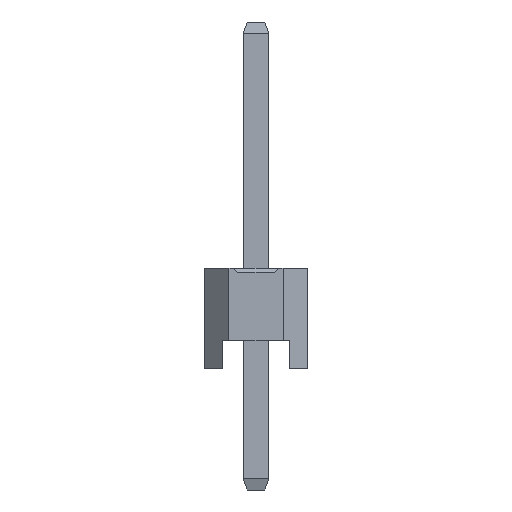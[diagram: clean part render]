
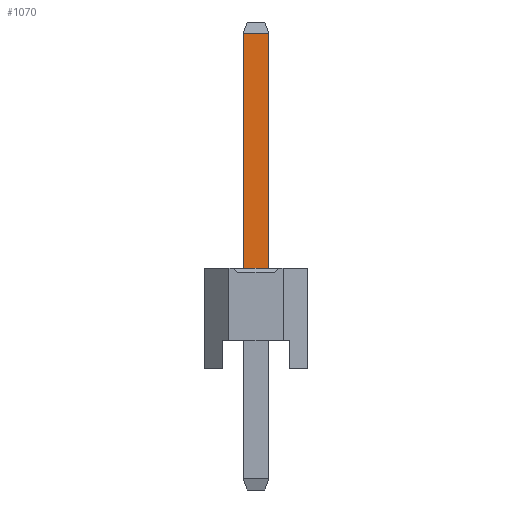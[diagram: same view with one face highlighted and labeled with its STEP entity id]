
A CAD part, left-side view. The second image highlights one B-rep face of the part: STEP entity #1070.
In plain terms, the highlighted planar face has unit normal (-1, 0, 0).
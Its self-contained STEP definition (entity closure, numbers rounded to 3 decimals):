
#1070=ADVANCED_FACE('',(#2723),#2725,.T.);
#2723=FACE_BOUND('',#2724,.T.);
#2724=EDGE_LOOP('',(#4019,#4020,#4021,#4022));
#2725=PLANE('',#2726);
#2726=AXIS2_PLACEMENT_3D('',#2727,#2728,#2729);
#2727=CARTESIAN_POINT('',(-0.32,0.32,-3.));
#2728=DIRECTION('',(-1.,0.,0.));
#2729=DIRECTION('',(0.,-1.,0.));
#4019=ORIENTED_EDGE('',*,*,#4776,.F.);
#4020=ORIENTED_EDGE('',*,*,#4771,.F.);
#4021=ORIENTED_EDGE('',*,*,#4526,.T.);
#4022=ORIENTED_EDGE('',*,*,#4775,.T.);
#4526=EDGE_CURVE('',#5170,#5174,#5176,.T.);
#4771=EDGE_CURVE('',#5170,#5540,#5543,.T.);
#4775=EDGE_CURVE('',#5174,#5547,#5549,.T.);
#4776=EDGE_CURVE('',#5540,#5547,#5550,.T.);
#5170=VERTEX_POINT('',#6276);
#5174=VERTEX_POINT('',#6284);
#5176=LINE('',#6288,#6289);
#5540=VERTEX_POINT('',#7138);
#5543=LINE('',#7145,#7146);
#5547=VERTEX_POINT('',#7155);
#5549=LINE('',#7159,#7160);
#5550=LINE('',#7162,#7163);
#6276=CARTESIAN_POINT('',(-0.32,0.32,2.5));
#6284=CARTESIAN_POINT('',(-0.32,-0.32,2.5));
#6288=CARTESIAN_POINT('',(-0.32,0.32,2.5));
#6289=VECTOR('',#6290,1.);
#6290=DIRECTION('',(0.,-1.,0.));
#7138=CARTESIAN_POINT('',(-0.32,0.32,8.325));
#7145=CARTESIAN_POINT('',(-0.32,0.32,2.5));
#7146=VECTOR('',#7147,1.);
#7147=DIRECTION('',(0.,0.,1.));
#7155=CARTESIAN_POINT('',(-0.32,-0.32,8.325));
#7159=CARTESIAN_POINT('',(-0.32,-0.32,2.5));
#7160=VECTOR('',#7161,1.);
#7161=DIRECTION('',(0.,0.,1.));
#7162=CARTESIAN_POINT('',(-0.32,0.32,8.325));
#7163=VECTOR('',#7164,1.);
#7164=DIRECTION('',(0.,-1.,0.));
